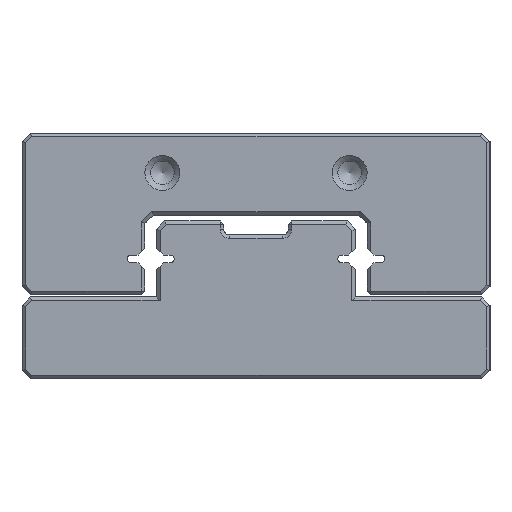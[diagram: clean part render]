
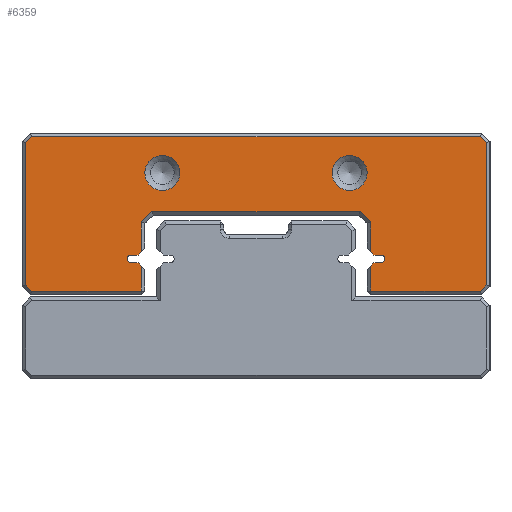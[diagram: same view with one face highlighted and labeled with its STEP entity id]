
A CAD part, left-side view. The second image highlights one B-rep face of the part: STEP entity #6359.
In plain terms, the highlighted planar face has unit normal (-1, 0, 0).
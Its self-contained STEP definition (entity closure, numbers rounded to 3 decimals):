
#5208=FACE_BOUND('',#9955,.T.);
#5209=FACE_BOUND('',#9956,.T.);
#5210=FACE_BOUND('',#9957,.T.);
#5823=CIRCLE('',#27787,0.333);
#5844=CIRCLE('',#27816,0.333);
#5848=CIRCLE('',#27826,1.5);
#5849=CIRCLE('',#27827,1.5);
#6359=ADVANCED_FACE('',(#5208,#5209,#5210),#7628,.T.);
#7628=PLANE('',#27828);
#9955=EDGE_LOOP('',(#13138,#13139,#13140,#13141,#13142,#13143,#13144,#13145,
#13146,#13147,#13148,#13149,#13150,#13151,#13152,#13153,#13154,#13155,#13156,
#13157,#13158,#13159,#13160,#13161,#13162,#13163));
#9956=EDGE_LOOP('',(#13164));
#9957=EDGE_LOOP('',(#13165));
#13138=ORIENTED_EDGE('',*,*,#20724,.F.);
#13139=ORIENTED_EDGE('',*,*,#20765,.T.);
#13140=ORIENTED_EDGE('',*,*,#20766,.T.);
#13141=ORIENTED_EDGE('',*,*,#20767,.T.);
#13142=ORIENTED_EDGE('',*,*,#20768,.T.);
#13143=ORIENTED_EDGE('',*,*,#20769,.T.);
#13144=ORIENTED_EDGE('',*,*,#20673,.F.);
#13145=ORIENTED_EDGE('',*,*,#20667,.F.);
#13146=ORIENTED_EDGE('',*,*,#20664,.F.);
#13147=ORIENTED_EDGE('',*,*,#20661,.F.);
#13148=ORIENTED_EDGE('',*,*,#20659,.F.);
#13149=ORIENTED_EDGE('',*,*,#20770,.T.);
#13150=ORIENTED_EDGE('',*,*,#20771,.T.);
#13151=ORIENTED_EDGE('',*,*,#20772,.T.);
#13152=ORIENTED_EDGE('',*,*,#20773,.T.);
#13153=ORIENTED_EDGE('',*,*,#20774,.T.);
#13154=ORIENTED_EDGE('',*,*,#20775,.T.);
#13155=ORIENTED_EDGE('',*,*,#20776,.T.);
#13156=ORIENTED_EDGE('',*,*,#20777,.T.);
#13157=ORIENTED_EDGE('',*,*,#20778,.T.);
#13158=ORIENTED_EDGE('',*,*,#20779,.T.);
#13159=ORIENTED_EDGE('',*,*,#20780,.T.);
#13160=ORIENTED_EDGE('',*,*,#20738,.F.);
#13161=ORIENTED_EDGE('',*,*,#20732,.F.);
#13162=ORIENTED_EDGE('',*,*,#20729,.F.);
#13163=ORIENTED_EDGE('',*,*,#20726,.F.);
#13164=ORIENTED_EDGE('',*,*,#20781,.T.);
#13165=ORIENTED_EDGE('',*,*,#20782,.T.);
#18325=VERTEX_POINT('',#37301);
#18326=VERTEX_POINT('',#37303);
#18327=VERTEX_POINT('',#37307);
#18329=VERTEX_POINT('',#37313);
#18331=VERTEX_POINT('',#37319);
#18336=VERTEX_POINT('',#37331);
#18384=VERTEX_POINT('',#37433);
#18385=VERTEX_POINT('',#37435);
#18386=VERTEX_POINT('',#37439);
#18388=VERTEX_POINT('',#37445);
#18390=VERTEX_POINT('',#37451);
#18395=VERTEX_POINT('',#37463);
#18418=VERTEX_POINT('',#37517);
#18419=VERTEX_POINT('',#37519);
#18420=VERTEX_POINT('',#37521);
#18421=VERTEX_POINT('',#37523);
#18422=VERTEX_POINT('',#37526);
#18423=VERTEX_POINT('',#37528);
#18424=VERTEX_POINT('',#37530);
#18425=VERTEX_POINT('',#37532);
#18426=VERTEX_POINT('',#37534);
#18427=VERTEX_POINT('',#37536);
#18428=VERTEX_POINT('',#37538);
#18429=VERTEX_POINT('',#37540);
#18430=VERTEX_POINT('',#37542);
#18431=VERTEX_POINT('',#37544);
#18432=VERTEX_POINT('',#37547);
#18433=VERTEX_POINT('',#37549);
#20659=EDGE_CURVE('',#18325,#18326,#23394,.T.);
#20661=EDGE_CURVE('',#18326,#18327,#23396,.T.);
#20664=EDGE_CURVE('',#18327,#18329,#5823,.T.);
#20667=EDGE_CURVE('',#18329,#18331,#23400,.T.);
#20673=EDGE_CURVE('',#18331,#18336,#23406,.T.);
#20724=EDGE_CURVE('',#18384,#18385,#23438,.T.);
#20726=EDGE_CURVE('',#18385,#18386,#23440,.T.);
#20729=EDGE_CURVE('',#18386,#18388,#5844,.T.);
#20732=EDGE_CURVE('',#18388,#18390,#23444,.T.);
#20738=EDGE_CURVE('',#18390,#18395,#23450,.T.);
#20765=EDGE_CURVE('',#18384,#18418,#23475,.T.);
#20766=EDGE_CURVE('',#18418,#18419,#23476,.T.);
#20767=EDGE_CURVE('',#18419,#18420,#23477,.T.);
#20768=EDGE_CURVE('',#18420,#18421,#23478,.T.);
#20769=EDGE_CURVE('',#18421,#18336,#23479,.T.);
#20770=EDGE_CURVE('',#18325,#18422,#23480,.T.);
#20771=EDGE_CURVE('',#18422,#18423,#23481,.T.);
#20772=EDGE_CURVE('',#18423,#18424,#23482,.T.);
#20773=EDGE_CURVE('',#18424,#18425,#23483,.T.);
#20774=EDGE_CURVE('',#18425,#18426,#23484,.T.);
#20775=EDGE_CURVE('',#18426,#18427,#23485,.T.);
#20776=EDGE_CURVE('',#18427,#18428,#23486,.T.);
#20777=EDGE_CURVE('',#18428,#18429,#23487,.T.);
#20778=EDGE_CURVE('',#18429,#18430,#23488,.T.);
#20779=EDGE_CURVE('',#18430,#18431,#23489,.T.);
#20780=EDGE_CURVE('',#18431,#18395,#23490,.T.);
#20781=EDGE_CURVE('',#18432,#18432,#5848,.T.);
#20782=EDGE_CURVE('',#18433,#18433,#5849,.T.);
#23394=LINE('',#37302,#25734);
#23396=LINE('',#37306,#25736);
#23400=LINE('',#37318,#25740);
#23406=LINE('',#37330,#25746);
#23438=LINE('',#37434,#25778);
#23440=LINE('',#37438,#25780);
#23444=LINE('',#37450,#25784);
#23450=LINE('',#37462,#25790);
#23475=LINE('',#37516,#25815);
#23476=LINE('',#37518,#25816);
#23477=LINE('',#37520,#25817);
#23478=LINE('',#37522,#25818);
#23479=LINE('',#37524,#25819);
#23480=LINE('',#37525,#25820);
#23481=LINE('',#37527,#25821);
#23482=LINE('',#37529,#25822);
#23483=LINE('',#37531,#25823);
#23484=LINE('',#37533,#25824);
#23485=LINE('',#37535,#25825);
#23486=LINE('',#37537,#25826);
#23487=LINE('',#37539,#25827);
#23488=LINE('',#37541,#25828);
#23489=LINE('',#37543,#25829);
#23490=LINE('',#37545,#25830);
#25734=VECTOR('',#30741,1.);
#25736=VECTOR('',#30745,1.);
#25740=VECTOR('',#30757,1.);
#25746=VECTOR('',#30765,1.);
#25778=VECTOR('',#30843,1.);
#25780=VECTOR('',#30847,1.);
#25784=VECTOR('',#30859,1.);
#25790=VECTOR('',#30867,1.);
#25815=VECTOR('',#30904,1.);
#25816=VECTOR('',#30905,1.);
#25817=VECTOR('',#30906,1.);
#25818=VECTOR('',#30907,1.);
#25819=VECTOR('',#30908,1.);
#25820=VECTOR('',#30909,1.);
#25821=VECTOR('',#30910,1.);
#25822=VECTOR('',#30911,1.);
#25823=VECTOR('',#30912,1.);
#25824=VECTOR('',#30913,1.);
#25825=VECTOR('',#30914,1.);
#25826=VECTOR('',#30915,1.);
#25827=VECTOR('',#30916,1.);
#25828=VECTOR('',#30917,1.);
#25829=VECTOR('',#30918,1.);
#25830=VECTOR('',#30919,1.);
#27787=AXIS2_PLACEMENT_3D('',#37312,#30750,#30751);
#27816=AXIS2_PLACEMENT_3D('',#37444,#30852,#30853);
#27826=AXIS2_PLACEMENT_3D('',#37546,#30920,#30921);
#27827=AXIS2_PLACEMENT_3D('',#37548,#30922,#30923);
#27828=AXIS2_PLACEMENT_3D('',#37550,#30924,#30925);
#30741=DIRECTION('',(0.,-0.707,0.707));
#30745=DIRECTION('',(0.,-1.,0.));
#30750=DIRECTION('',(-1.,0.,0.));
#30751=DIRECTION('',(0.,0.,-1.));
#30757=DIRECTION('',(0.,1.,0.));
#30765=DIRECTION('',(0.,0.707,0.707));
#30843=DIRECTION('',(0.,0.707,-0.707));
#30847=DIRECTION('',(0.,1.,0.));
#30852=DIRECTION('',(-1.,0.,0.));
#30853=DIRECTION('',(0.,0.,1.));
#30859=DIRECTION('',(0.,-1.,0.));
#30867=DIRECTION('',(0.,-0.707,-0.707));
#30904=DIRECTION('',(0.,0.,1.));
#30905=DIRECTION('',(0.,-0.707,0.707));
#30906=DIRECTION('',(0.,-1.,0.));
#30907=DIRECTION('',(0.,-0.707,-0.707));
#30908=DIRECTION('',(0.,0.,-1.));
#30909=DIRECTION('',(0.,0.,-1.));
#30910=DIRECTION('',(0.,-1.,0.));
#30911=DIRECTION('',(0.,-0.707,0.707));
#30912=DIRECTION('',(0.,0.,1.));
#30913=DIRECTION('',(0.,0.707,0.707));
#30914=DIRECTION('',(0.,1.,0.));
#30915=DIRECTION('',(0.,0.707,-0.707));
#30916=DIRECTION('',(0.,0.,-1.));
#30917=DIRECTION('',(0.,-0.707,-0.707));
#30918=DIRECTION('',(0.,-1.,0.));
#30919=DIRECTION('',(0.,0.,1.));
#30920=DIRECTION('',(1.,0.,0.));
#30921=DIRECTION('',(0.,0.,-1.));
#30922=DIRECTION('',(1.,0.,0.));
#30923=DIRECTION('',(0.,0.,-1.));
#30924=DIRECTION('',(-1.,0.,0.));
#30925=DIRECTION('',(0.,0.,-1.));
#37301=CARTESIAN_POINT('',(80.,10.2,9.636));
#37302=CARTESIAN_POINT('',(80.,10.5,9.336));
#37303=CARTESIAN_POINT('',(80.,9.919,9.917));
#37306=CARTESIAN_POINT('',(80.,9.919,9.917));
#37307=CARTESIAN_POINT('',(80.,9.333,9.917));
#37312=CARTESIAN_POINT('',(80.,9.333,10.25));
#37313=CARTESIAN_POINT('',(80.,9.333,10.583));
#37318=CARTESIAN_POINT('',(80.,9.333,10.583));
#37319=CARTESIAN_POINT('',(80.,9.919,10.583));
#37330=CARTESIAN_POINT('',(80.,9.919,10.583));
#37331=CARTESIAN_POINT('',(80.,10.2,10.864));
#37433=CARTESIAN_POINT('',(80.,29.8,10.864));
#37434=CARTESIAN_POINT('',(80.,29.5,11.164));
#37435=CARTESIAN_POINT('',(80.,30.081,10.583));
#37438=CARTESIAN_POINT('',(80.,30.081,10.583));
#37439=CARTESIAN_POINT('',(80.,30.667,10.583));
#37444=CARTESIAN_POINT('',(80.,30.667,10.25));
#37445=CARTESIAN_POINT('',(80.,30.667,9.917));
#37450=CARTESIAN_POINT('',(80.,30.667,9.917));
#37451=CARTESIAN_POINT('',(80.,30.081,9.917));
#37462=CARTESIAN_POINT('',(80.,30.081,9.917));
#37463=CARTESIAN_POINT('',(80.,29.8,9.636));
#37516=CARTESIAN_POINT('',(80.,29.8,13.3));
#37517=CARTESIAN_POINT('',(80.,29.8,13.424));
#37518=CARTESIAN_POINT('',(80.,29.012,14.212));
#37519=CARTESIAN_POINT('',(80.,28.924,14.3));
#37520=CARTESIAN_POINT('',(80.,11.2,14.3));
#37521=CARTESIAN_POINT('',(80.,11.076,14.3));
#37522=CARTESIAN_POINT('',(80.,10.288,13.512));
#37523=CARTESIAN_POINT('',(80.,10.2,13.424));
#37524=CARTESIAN_POINT('',(80.,10.2,11.164));
#37525=CARTESIAN_POINT('',(80.,10.2,7.2));
#37526=CARTESIAN_POINT('',(80.,10.2,7.5));
#37527=CARTESIAN_POINT('',(80.,0.7,7.5));
#37528=CARTESIAN_POINT('',(80.,0.824,7.5));
#37529=CARTESIAN_POINT('',(80.,3.704,4.62));
#37530=CARTESIAN_POINT('',(80.,0.3,8.024));
#37531=CARTESIAN_POINT('',(80.,0.3,20.3));
#37532=CARTESIAN_POINT('',(80.,0.3,20.176));
#37533=CARTESIAN_POINT('',(80.,-0.146,19.73));
#37534=CARTESIAN_POINT('',(80.,0.824,20.7));
#37535=CARTESIAN_POINT('',(80.,39.3,20.7));
#37536=CARTESIAN_POINT('',(80.,39.176,20.7));
#37537=CARTESIAN_POINT('',(80.,29.48,30.396));
#37538=CARTESIAN_POINT('',(80.,39.7,20.176));
#37539=CARTESIAN_POINT('',(80.,39.7,7.9));
#37540=CARTESIAN_POINT('',(80.,39.7,8.024));
#37541=CARTESIAN_POINT('',(80.,25.63,-6.046));
#37542=CARTESIAN_POINT('',(80.,39.176,7.5));
#37543=CARTESIAN_POINT('',(80.,29.5,7.5));
#37544=CARTESIAN_POINT('',(80.,29.8,7.5));
#37545=CARTESIAN_POINT('',(80.,29.8,9.336));
#37546=CARTESIAN_POINT('',(80.,12.,17.6));
#37547=CARTESIAN_POINT('',(80.,12.,16.1));
#37548=CARTESIAN_POINT('',(80.,28.,17.6));
#37549=CARTESIAN_POINT('',(80.,28.,16.1));
#37550=CARTESIAN_POINT('',(80.,9.333,10.25));
